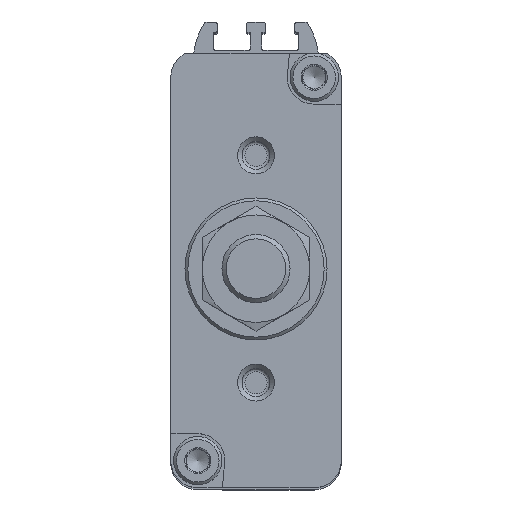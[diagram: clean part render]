
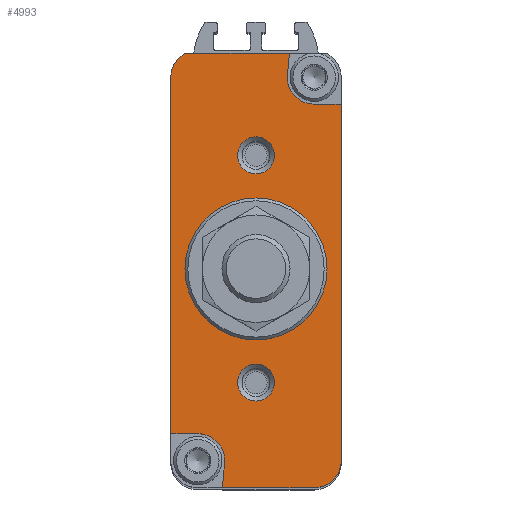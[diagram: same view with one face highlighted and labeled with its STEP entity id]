
A CAD part, top view. The second image highlights one B-rep face of the part: STEP entity #4993.
In plain terms, the highlighted planar face has unit normal (0, 0, 1).
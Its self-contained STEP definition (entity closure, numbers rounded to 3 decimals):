
#348=CIRCLE('',#5447,4.75);
#353=CIRCLE('',#5455,4.75);
#361=CIRCLE('',#5465,4.75);
#362=CIRCLE('',#5466,4.75);
#363=CIRCLE('',#5467,3.25);
#364=CIRCLE('',#5468,3.25);
#365=CIRCLE('',#5469,12.5);
#795=ORIENTED_EDGE('',*,*,#2130,.F.);
#796=ORIENTED_EDGE('',*,*,#2100,.T.);
#797=ORIENTED_EDGE('',*,*,#2102,.T.);
#798=ORIENTED_EDGE('',*,*,#2106,.T.);
#799=ORIENTED_EDGE('',*,*,#2131,.F.);
#800=ORIENTED_EDGE('',*,*,#2132,.F.);
#801=ORIENTED_EDGE('',*,*,#2133,.F.);
#802=ORIENTED_EDGE('',*,*,#2117,.T.);
#803=ORIENTED_EDGE('',*,*,#2119,.T.);
#804=ORIENTED_EDGE('',*,*,#2090,.T.);
#805=ORIENTED_EDGE('',*,*,#2134,.F.);
#806=ORIENTED_EDGE('',*,*,#2135,.F.);
#807=ORIENTED_EDGE('',*,*,#2136,.T.);
#808=ORIENTED_EDGE('',*,*,#2137,.T.);
#809=ORIENTED_EDGE('',*,*,#2138,.T.);
#2090=EDGE_CURVE('',#2751,#2750,#3177,.T.);
#2100=EDGE_CURVE('',#2756,#2758,#3185,.T.);
#2102=EDGE_CURVE('',#2758,#2760,#348,.T.);
#2106=EDGE_CURVE('',#2760,#2763,#3188,.T.);
#2117=EDGE_CURVE('',#2767,#2771,#3197,.T.);
#2119=EDGE_CURVE('',#2771,#2751,#353,.T.);
#2130=EDGE_CURVE('',#2756,#2781,#3201,.T.);
#2131=EDGE_CURVE('',#2782,#2763,#3202,.T.);
#2132=EDGE_CURVE('',#2783,#2782,#361,.T.);
#2133=EDGE_CURVE('',#2767,#2783,#3203,.T.);
#2134=EDGE_CURVE('',#2784,#2750,#3204,.T.);
#2135=EDGE_CURVE('',#2781,#2784,#362,.T.);
#2136=EDGE_CURVE('',#2785,#2785,#363,.T.);
#2137=EDGE_CURVE('',#2786,#2786,#364,.T.);
#2138=EDGE_CURVE('',#2787,#2787,#365,.F.);
#2750=VERTEX_POINT('',#8000);
#2751=VERTEX_POINT('',#8002);
#2756=VERTEX_POINT('',#8014);
#2758=VERTEX_POINT('',#8019);
#2760=VERTEX_POINT('',#8025);
#2763=VERTEX_POINT('',#8032);
#2767=VERTEX_POINT('',#8043);
#2771=VERTEX_POINT('',#8052);
#2781=VERTEX_POINT('',#8079);
#2782=VERTEX_POINT('',#8081);
#2783=VERTEX_POINT('',#8083);
#2784=VERTEX_POINT('',#8086);
#2785=VERTEX_POINT('',#8089);
#2786=VERTEX_POINT('',#8091);
#2787=VERTEX_POINT('',#8093);
#3177=LINE('',#8001,#3519);
#3185=LINE('',#8020,#3527);
#3188=LINE('',#8033,#3530);
#3197=LINE('',#8053,#3539);
#3201=LINE('',#8078,#3543);
#3202=LINE('',#8080,#3544);
#3203=LINE('',#8084,#3545);
#3204=LINE('',#8085,#3546);
#3519=VECTOR('',#6250,1000.);
#3527=VECTOR('',#6264,1000.);
#3530=VECTOR('',#6277,1000.);
#3539=VECTOR('',#6292,1000.);
#3543=VECTOR('',#6320,1000.);
#3544=VECTOR('',#6321,1000.);
#3545=VECTOR('',#6324,1000.);
#3546=VECTOR('',#6325,1000.);
#3875=EDGE_LOOP('',(#795,#796,#797,#798,#799,#800,#801,#802,#803,#804,#805,
#806));
#3876=EDGE_LOOP('',(#807));
#3877=EDGE_LOOP('',(#808));
#3878=EDGE_LOOP('',(#809));
#4365=FACE_BOUND('',#3875,.T.);
#4366=FACE_BOUND('',#3876,.T.);
#4367=FACE_BOUND('',#3877,.T.);
#4368=FACE_BOUND('',#3878,.T.);
#4800=PLANE('',#5464);
#4993=ADVANCED_FACE('',(#4365,#4366,#4367,#4368),#4800,.T.);
#5447=AXIS2_PLACEMENT_3D('',#8024,#6269,#6270);
#5455=AXIS2_PLACEMENT_3D('',#8057,#6297,#6298);
#5464=AXIS2_PLACEMENT_3D('',#8077,#6318,#6319);
#5465=AXIS2_PLACEMENT_3D('',#8082,#6322,#6323);
#5466=AXIS2_PLACEMENT_3D('',#8087,#6326,#6327);
#5467=AXIS2_PLACEMENT_3D('',#8088,#6328,#6329);
#5468=AXIS2_PLACEMENT_3D('',#8090,#6330,#6331);
#5469=AXIS2_PLACEMENT_3D('',#8092,#6332,#6333);
#6250=DIRECTION('',(0.,-1.,0.));
#6264=DIRECTION('',(1.,0.,0.));
#6269=DIRECTION('',(0.,0.,1.));
#6270=DIRECTION('',(1.,0.,0.));
#6277=DIRECTION('',(0.,1.,0.));
#6292=DIRECTION('',(-1.,0.,0.));
#6297=DIRECTION('',(0.,0.,1.));
#6298=DIRECTION('',(1.,0.,0.));
#6318=DIRECTION('',(0.,0.,1.));
#6319=DIRECTION('',(1.,0.,0.));
#6320=DIRECTION('',(0.088,0.996,0.));
#6321=DIRECTION('',(1.,0.,0.));
#6322=DIRECTION('',(0.,0.,1.));
#6323=DIRECTION('',(1.,0.,0.));
#6324=DIRECTION('',(-0.088,-0.996,0.));
#6325=DIRECTION('',(-1.,0.,0.));
#6326=DIRECTION('',(0.,0.,1.));
#6327=DIRECTION('',(1.,0.,0.));
#6328=DIRECTION('',(0.,0.,-1.));
#6329=DIRECTION('',(-1.,0.,0.));
#6330=DIRECTION('',(0.,0.,-1.));
#6331=DIRECTION('',(-1.,0.,0.));
#6332=DIRECTION('',(0.,0.,1.));
#6333=DIRECTION('',(1.,0.,0.));
#8000=CARTESIAN_POINT('',(-15.,-29.,0.));
#8001=CARTESIAN_POINT('',(-15.,33.75,0.));
#8002=CARTESIAN_POINT('',(-15.,33.75,0.));
#8014=CARTESIAN_POINT('',(-5.919,-38.5,0.));
#8019=CARTESIAN_POINT('',(10.25,-38.5,0.));
#8020=CARTESIAN_POINT('',(-10.25,-38.5,0.));
#8024=CARTESIAN_POINT('',(10.25,-33.75,0.));
#8025=CARTESIAN_POINT('',(15.,-33.75,0.));
#8032=CARTESIAN_POINT('',(15.,29.,0.));
#8033=CARTESIAN_POINT('',(15.,-33.75,0.));
#8043=CARTESIAN_POINT('',(5.875,38.,0.));
#8052=CARTESIAN_POINT('',(-12.371,38.,0.));
#8053=CARTESIAN_POINT('',(12.371,38.,0.));
#8057=CARTESIAN_POINT('',(-10.25,33.75,0.));
#8077=CARTESIAN_POINT('',(-10.25,-33.75,0.));
#8078=CARTESIAN_POINT('',(-5.919,-38.5,0.));
#8079=CARTESIAN_POINT('',(-5.5,-33.75,0.));
#8080=CARTESIAN_POINT('',(10.25,29.,0.));
#8081=CARTESIAN_POINT('',(10.25,29.,0.));
#8082=CARTESIAN_POINT('',(10.25,33.75,0.));
#8083=CARTESIAN_POINT('',(5.5,33.75,0.));
#8084=CARTESIAN_POINT('',(-0.528,-34.607,0.));
#8085=CARTESIAN_POINT('',(-10.25,-29.,0.));
#8086=CARTESIAN_POINT('',(-10.25,-29.,0.));
#8087=CARTESIAN_POINT('',(-10.25,-33.75,0.));
#8088=CARTESIAN_POINT('',(0.,-20.,0.));
#8089=CARTESIAN_POINT('',(-3.25,-20.,0.));
#8090=CARTESIAN_POINT('',(0.,20.,0.));
#8091=CARTESIAN_POINT('',(-3.25,20.,0.));
#8092=CARTESIAN_POINT('',(0.,0.,0.));
#8093=CARTESIAN_POINT('',(12.5,0.,0.));
